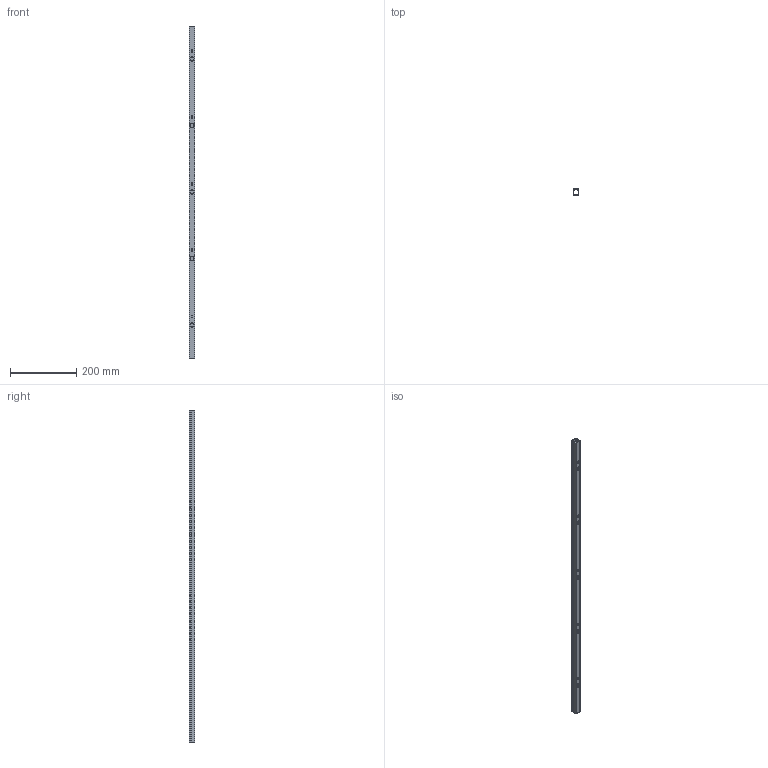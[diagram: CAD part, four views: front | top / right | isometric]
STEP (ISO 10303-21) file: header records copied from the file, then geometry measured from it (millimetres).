
FILE_DESCRIPTION (( 'STEP AP214' ), '1' );
FILE_NAME ('6175400.stp', '2021-03-29T13:57:16', ( '' ), ( '' ), 'SwSTEP 2.0', 'SolidWorks 2020', '' );
FILE_SCHEMA (( 'AUTOMOTIVE_DESIGN' ));
Length unit declared in the file: millimetre
Products named in the file (3): 6175400; 032302; 032264
Assembly tree (2 placements, depth 2):
  6175400
    032264
    032302
Bounding box: 17.4 x 17.4 x 1000 mm (x, y, z)
Volume: 73913.2 mm3; surface area: 155888.2 mm2
Topology: 2 solids, 2 shells, 90 faces, 258 edges, 172 vertices
Faces by surface type: plane 56, cylinder 34
Entity records: 3166 total; most frequent: CARTESIAN_POINT 525, ORIENTED_EDGE 516, DIRECTION 516, EDGE_CURVE 258, VECTOR 190, LINE 190, VERTEX_POINT 172, AXIS2_PLACEMENT_3D 163
